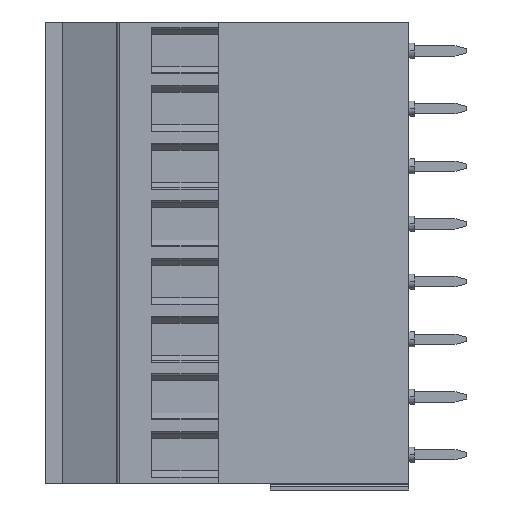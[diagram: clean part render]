
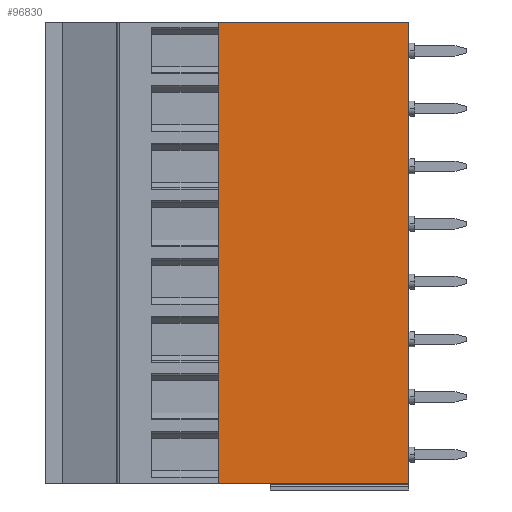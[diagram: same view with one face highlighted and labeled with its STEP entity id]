
A CAD part, left-side view. The second image highlights one B-rep face of the part: STEP entity #96830.
In plain terms, the highlighted planar face has unit normal (-1, 0, 0).
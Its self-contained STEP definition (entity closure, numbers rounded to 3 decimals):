
#730=CARTESIAN_POINT('',(-49.607,42.991,2.5));
#740=VERTEX_POINT('',#730);
#770=CARTESIAN_POINT('',(-49.607,0.,2.5));
#780=DIRECTION('',(0.,-1.,0.));
#790=VECTOR('',#780,1.);
#800=LINE('',#770,#790);
#810=CARTESIAN_POINT('',(-49.607,59.491,2.5));
#820=VERTEX_POINT('',#810);
#830=EDGE_CURVE('',#820,#740,#800,.T.);
#25320=CARTESIAN_POINT('',(-49.607,42.991,-37.5));
#25330=VERTEX_POINT('',#25320);
#25360=CARTESIAN_POINT('',(-49.607,42.991,0.));
#25370=DIRECTION('',(0.,0.,-1.));
#25380=VECTOR('',#25370,1.);
#25390=LINE('',#25360,#25380);
#25400=EDGE_CURVE('',#740,#25330,#25390,.T.);
#86620=CARTESIAN_POINT('',(-49.607,59.491,-37.5));
#86630=VERTEX_POINT('',#86620);
#86660=CARTESIAN_POINT('',(-49.607,0.,-37.5));
#86670=DIRECTION('',(0.,-1.,0.));
#86680=VECTOR('',#86670,1.);
#86690=LINE('',#86660,#86680);
#86700=EDGE_CURVE('',#86630,#25330,#86690,.T.);
#96670=CARTESIAN_POINT('',(-49.607,66.302,
-39.377));
#96680=DIRECTION('',(1.,0.,0.));
#96690=DIRECTION('',(0.,-1.,0.));
#96700=AXIS2_PLACEMENT_3D('',#96670,#96680,#96690);
#96710=PLANE('',#96700);
#96720=ORIENTED_EDGE('',*,*,#86700,.T.);
#96730=CARTESIAN_POINT('',(-49.607,59.491,-30.));
#96740=DIRECTION('',(0.,0.,-1.));
#96750=VECTOR('',#96740,1.);
#96760=LINE('',#96730,#96750);
#96770=EDGE_CURVE('',#820,#86630,#96760,.T.);
#96780=ORIENTED_EDGE('',*,*,#96770,.T.);
#96790=ORIENTED_EDGE('',*,*,#830,.F.);
#96800=ORIENTED_EDGE('',*,*,#25400,.F.);
#96810=EDGE_LOOP('',(#96800,#96790,#96780,#96720));
#96820=FACE_OUTER_BOUND('',#96810,.T.);
#96830=ADVANCED_FACE('',(#96820),#96710,.F.);
